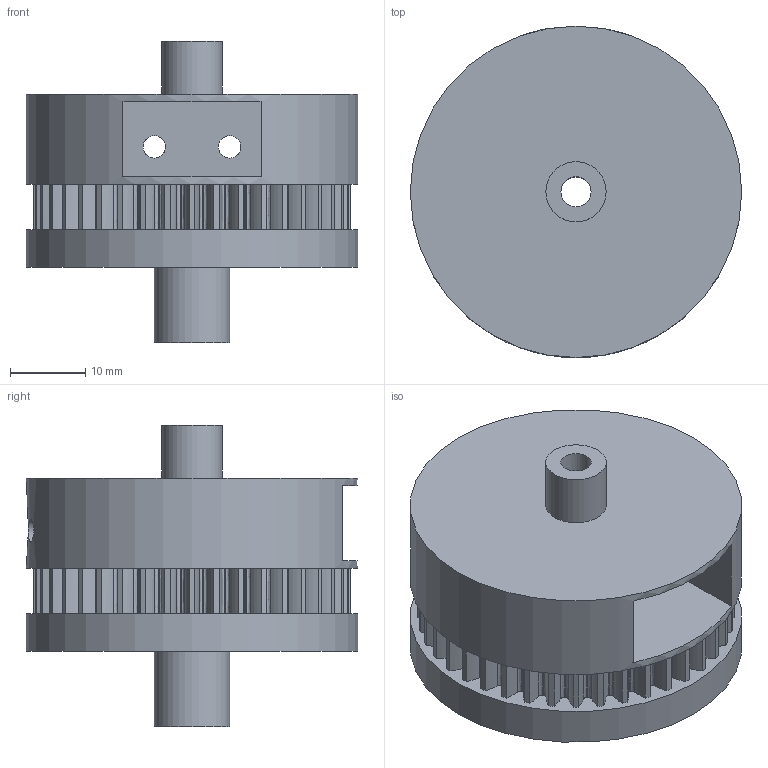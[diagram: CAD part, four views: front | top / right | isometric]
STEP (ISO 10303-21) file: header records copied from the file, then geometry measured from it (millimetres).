
FILE_DESCRIPTION(/* description */ ('','CAx-IF Rec.Pracs.---Representation and Presentation of Product Manufacturing Information (PMI)---4.0---2014-10-13'),/* implementation_level */ '2;1');
FILE_NAME(/* name */ 'banhrangkhau3.step',/* time_stamp */ '2025-01-12T14:37:03+07:00',/* author */ (''),/* organization */ (''),/* preprocessor_version */ 'ST-DEVELOPER v20',/* originating_system */ 'Autodesk Translation Framework v13.20.0.188',/* authorisation */ '');
FILE_SCHEMA (('AP242_MANAGED_MODEL_BASED_3D_ENGINEERING_MIM_LF { 1 0 10303 442 1 1 4 }'));
Length unit declared in the file: millimetre
Products named in the file (2): banhrangkhau2; Spur Gear (40 teeth)
Assembly tree (1 placements, depth 2):
  banhrangkhau2
    Spur Gear (40 teeth)
Bounding box: 44 x 44 x 40 mm (x, y, z)
Volume: 31113.1 mm3; surface area: 9620 mm2
Topology: 1 solids, 1 shells, 258 faces, 753 edges, 502 vertices
Faces by surface type: bspline 160, cylinder 87, plane 11
Full cylindrical faces by diameter (mm): 3 x2, 4 x1, 8 x1, 10 x1, 44 x2
Entity records: 31782 total; most frequent: CARTESIAN_POINT 26386, ORIENTED_EDGE 1506, EDGE_CURVE 753, DIRECTION 647, VERTEX_POINT 502, B_SPLINE_CURVE_WITH_KNOTS 322, AXIS2_PLACEMENT_3D 275, EDGE_LOOP 269
